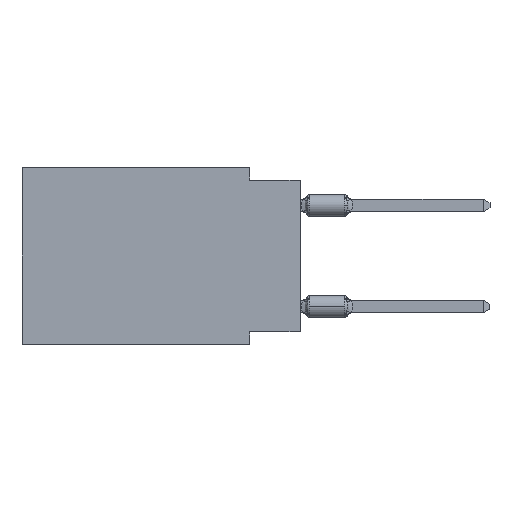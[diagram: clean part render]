
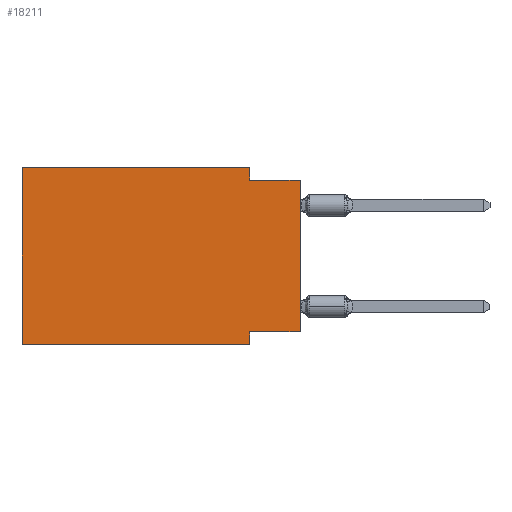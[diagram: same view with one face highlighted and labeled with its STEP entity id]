
A CAD part, left-side view. The second image highlights one B-rep face of the part: STEP entity #18211.
In plain terms, the highlighted planar face has unit normal (-1, 0, 0).
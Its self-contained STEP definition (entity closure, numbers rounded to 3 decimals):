
#130 = EDGE_LOOP ( 'NONE', ( #19856, #21054, #18329, #21047, #2479, #12919, #3242, #21960 ) ) ;
#1008 = LINE ( 'NONE', #19413, #16547 ) ;
#2287 = FACE_OUTER_BOUND ( 'NONE', #130, .T. ) ;
#2479 = ORIENTED_EDGE ( 'NONE', *, *, #11636, .F. ) ;
#3242 = ORIENTED_EDGE ( 'NONE', *, *, #16609, .F. ) ;
#4870 = VECTOR ( 'NONE', #8655, 1000. ) ;
#4939 = LINE ( 'NONE', #9002, #5140 ) ;
#5140 = VECTOR ( 'NONE', #21142, 1000. ) ;
#5260 = VERTEX_POINT ( 'NONE', #17536 ) ;
#5343 = CARTESIAN_POINT ( 'NONE',  ( 0., 2.54, 0. ) ) ;
#5433 = VECTOR ( 'NONE', #19967, 1000. ) ;
#5618 = LINE ( 'NONE', #9426, #24989 ) ;
#6010 = CARTESIAN_POINT ( 'NONE',  ( 0., 2.54, -8.89 ) ) ;
#6696 = LINE ( 'NONE', #22631, #18669 ) ;
#7276 = DIRECTION ( 'NONE',  ( 0., -1., 0. ) ) ;
#7749 = EDGE_CURVE ( 'NONE', #16542, #10631, #17893, .T. ) ;
#8104 = VERTEX_POINT ( 'NONE', #15623 ) ;
#8655 = DIRECTION ( 'NONE',  ( 0., 0., -1. ) ) ;
#8881 = EDGE_CURVE ( 'NONE', #25116, #5260, #6696, .T. ) ;
#9002 = CARTESIAN_POINT ( 'NONE',  ( 0., 0., 0. ) ) ;
#9077 = LINE ( 'NONE', #12858, #21635 ) ;
#9426 = CARTESIAN_POINT ( 'NONE',  ( 0., 0., -0.635 ) ) ;
#10581 = CARTESIAN_POINT ( 'NONE',  ( 0., 0., -8.255 ) ) ;
#10631 = VERTEX_POINT ( 'NONE', #18201 ) ;
#11520 = CARTESIAN_POINT ( 'NONE',  ( 0., 2.54, 0. ) ) ;
#11636 = EDGE_CURVE ( 'NONE', #22390, #16903, #9077, .T. ) ;
#12243 = EDGE_CURVE ( 'NONE', #10631, #8104, #5618, .T. ) ;
#12687 = PLANE ( 'NONE',  #17701 ) ;
#12701 = DIRECTION ( 'NONE',  ( 0., 1., 0. ) ) ;
#12791 = VECTOR ( 'NONE', #21291, 1000. ) ;
#12858 = CARTESIAN_POINT ( 'NONE',  ( 0., 13.97, 0. ) ) ;
#12919 = ORIENTED_EDGE ( 'NONE', *, *, #22527, .T. ) ;
#14221 = LINE ( 'NONE', #20226, #5433 ) ;
#14673 = DIRECTION ( 'NONE',  ( 0., 0., 1. ) ) ;
#15174 = DIRECTION ( 'NONE',  ( 0., -1., 0. ) ) ;
#15623 = CARTESIAN_POINT ( 'NONE',  ( 0., 0., -0.635 ) ) ;
#16542 = VERTEX_POINT ( 'NONE', #11520 ) ;
#16547 = VECTOR ( 'NONE', #7276, 1000. ) ;
#16609 = EDGE_CURVE ( 'NONE', #5260, #18539, #20536, .T. ) ;
#16903 = VERTEX_POINT ( 'NONE', #17388 ) ;
#17388 = CARTESIAN_POINT ( 'NONE',  ( 0., 13.97, 0. ) ) ;
#17536 = CARTESIAN_POINT ( 'NONE',  ( 0., 2.54, -8.255 ) ) ;
#17542 = EDGE_CURVE ( 'NONE', #25116, #8104, #4939, .T. ) ;
#17701 = AXIS2_PLACEMENT_3D ( 'NONE', #20046, #18097, #22022 ) ;
#17893 = LINE ( 'NONE', #5343, #12791 ) ;
#18097 = DIRECTION ( 'NONE',  ( 1., 0., 0. ) ) ;
#18201 = CARTESIAN_POINT ( 'NONE',  ( 0., 2.54, -0.635 ) ) ;
#18211 = ADVANCED_FACE ( 'NONE', ( #2287 ), #12687, .F. ) ;
#18329 = ORIENTED_EDGE ( 'NONE', *, *, #7749, .F. ) ;
#18539 = VERTEX_POINT ( 'NONE', #6010 ) ;
#18669 = VECTOR ( 'NONE', #12701, 1000. ) ;
#19413 = CARTESIAN_POINT ( 'NONE',  ( 0., 13.97, -8.89 ) ) ;
#19856 = ORIENTED_EDGE ( 'NONE', *, *, #17542, .T. ) ;
#19967 = DIRECTION ( 'NONE',  ( 0., -1., 0. ) ) ;
#20046 = CARTESIAN_POINT ( 'NONE',  ( 0., 13.97, 0. ) ) ;
#20145 = CARTESIAN_POINT ( 'NONE',  ( 0., 2.54, -8.89 ) ) ;
#20226 = CARTESIAN_POINT ( 'NONE',  ( 0., 13.97, 0. ) ) ;
#20536 = LINE ( 'NONE', #20145, #4870 ) ;
#21047 = ORIENTED_EDGE ( 'NONE', *, *, #22221, .F. ) ;
#21054 = ORIENTED_EDGE ( 'NONE', *, *, #12243, .F. ) ;
#21142 = DIRECTION ( 'NONE',  ( 0., 0., 1. ) ) ;
#21291 = DIRECTION ( 'NONE',  ( 0., 0., -1. ) ) ;
#21635 = VECTOR ( 'NONE', #14673, 1000. ) ;
#21960 = ORIENTED_EDGE ( 'NONE', *, *, #8881, .F. ) ;
#22022 = DIRECTION ( 'NONE',  ( 0., 0., -1. ) ) ;
#22221 = EDGE_CURVE ( 'NONE', #16903, #16542, #14221, .T. ) ;
#22390 = VERTEX_POINT ( 'NONE', #24534 ) ;
#22527 = EDGE_CURVE ( 'NONE', #22390, #18539, #1008, .T. ) ;
#22631 = CARTESIAN_POINT ( 'NONE',  ( 0., 0., -8.255 ) ) ;
#24534 = CARTESIAN_POINT ( 'NONE',  ( 0., 13.97, -8.89 ) ) ;
#24989 = VECTOR ( 'NONE', #15174, 1000. ) ;
#25116 = VERTEX_POINT ( 'NONE', #10581 ) ;
